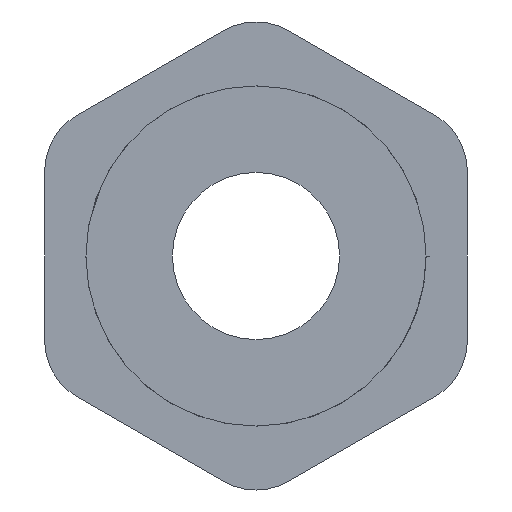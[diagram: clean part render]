
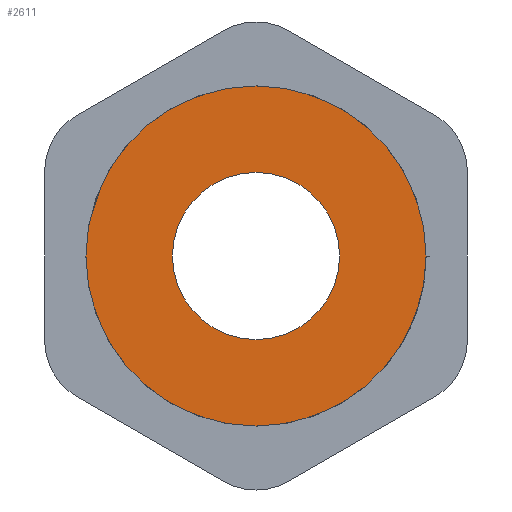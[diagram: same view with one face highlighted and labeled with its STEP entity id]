
A CAD part, front view. The second image highlights one B-rep face of the part: STEP entity #2611.
In plain terms, the highlighted planar face has unit normal (0, -1, 0).
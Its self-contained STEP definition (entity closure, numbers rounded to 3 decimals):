
#31 = CARTESIAN_POINT ( 'NONE',  ( 0., 24.3, -4.35 ) ) ;
#35 = CARTESIAN_POINT ( 'NONE',  ( 0., 24.3, -8.85 ) ) ;
#185 = EDGE_CURVE ( 'NONE', #407, #3408, #2040, .T. ) ;
#241 = EDGE_LOOP ( 'NONE', ( #2132, #1695 ) ) ;
#344 = DIRECTION ( 'NONE',  ( 0., 0., 1. ) ) ;
#407 = VERTEX_POINT ( 'NONE', #1779 ) ;
#675 = DIRECTION ( 'NONE',  ( 0., 1., 0. ) ) ;
#685 = CIRCLE ( 'NONE', #3375, 4.35 ) ;
#820 = DIRECTION ( 'NONE',  ( 0., 0., 1. ) ) ;
#842 = DIRECTION ( 'NONE',  ( 0., 0., 1. ) ) ;
#856 = DIRECTION ( 'NONE',  ( 0., -1., 0. ) ) ;
#880 = CARTESIAN_POINT ( 'NONE',  ( 0., 24.3, 0. ) ) ;
#1118 = CARTESIAN_POINT ( 'NONE',  ( 0., 24.3, 0. ) ) ;
#1138 = EDGE_CURVE ( 'NONE', #1191, #1376, #3437, .T. ) ;
#1166 = CARTESIAN_POINT ( 'NONE',  ( 0., 24.3, 0. ) ) ;
#1191 = VERTEX_POINT ( 'NONE', #31 ) ;
#1216 = PLANE ( 'NONE',  #2628 ) ;
#1376 = VERTEX_POINT ( 'NONE', #1766 ) ;
#1467 = DIRECTION ( 'NONE',  ( 0., 1., 0. ) ) ;
#1581 = AXIS2_PLACEMENT_3D ( 'NONE', #1631, #856, #820 ) ;
#1631 = CARTESIAN_POINT ( 'NONE',  ( 0., 24.3, 0. ) ) ;
#1695 = ORIENTED_EDGE ( 'NONE', *, *, #1138, .T. ) ;
#1766 = CARTESIAN_POINT ( 'NONE',  ( 0., 24.3, 4.35 ) ) ;
#1779 = CARTESIAN_POINT ( 'NONE',  ( 0., 24.3, 8.85 ) ) ;
#1965 = ORIENTED_EDGE ( 'NONE', *, *, #185, .T. ) ;
#1990 = AXIS2_PLACEMENT_3D ( 'NONE', #1166, #1467, #2825 ) ;
#2040 = CIRCLE ( 'NONE', #3028, 8.85 ) ;
#2132 = ORIENTED_EDGE ( 'NONE', *, *, #2873, .T. ) ;
#2280 = FACE_OUTER_BOUND ( 'NONE', #3527, .T. ) ;
#2295 = DIRECTION ( 'NONE',  ( 0., 0., 1. ) ) ;
#2556 = FACE_BOUND ( 'NONE', #241, .T. ) ;
#2611 = ADVANCED_FACE ( 'NONE', ( #2556, #2280 ), #1216, .F. ) ;
#2628 = AXIS2_PLACEMENT_3D ( 'NONE', #2894, #675, #2295 ) ;
#2762 = DIRECTION ( 'NONE',  ( 0., 1., 0. ) ) ;
#2825 = DIRECTION ( 'NONE',  ( 0., 0., 1. ) ) ;
#2873 = EDGE_CURVE ( 'NONE', #1376, #1191, #685, .T. ) ;
#2894 = CARTESIAN_POINT ( 'NONE',  ( 0., 24.3, 0. ) ) ;
#2970 = CIRCLE ( 'NONE', #1581, 8.85 ) ;
#3028 = AXIS2_PLACEMENT_3D ( 'NONE', #880, #3301, #842 ) ;
#3105 = EDGE_CURVE ( 'NONE', #3408, #407, #2970, .T. ) ;
#3199 = ORIENTED_EDGE ( 'NONE', *, *, #3105, .T. ) ;
#3301 = DIRECTION ( 'NONE',  ( 0., -1., 0. ) ) ;
#3375 = AXIS2_PLACEMENT_3D ( 'NONE', #1118, #2762, #344 ) ;
#3408 = VERTEX_POINT ( 'NONE', #35 ) ;
#3437 = CIRCLE ( 'NONE', #1990, 4.35 ) ;
#3527 = EDGE_LOOP ( 'NONE', ( #1965, #3199 ) ) ;
